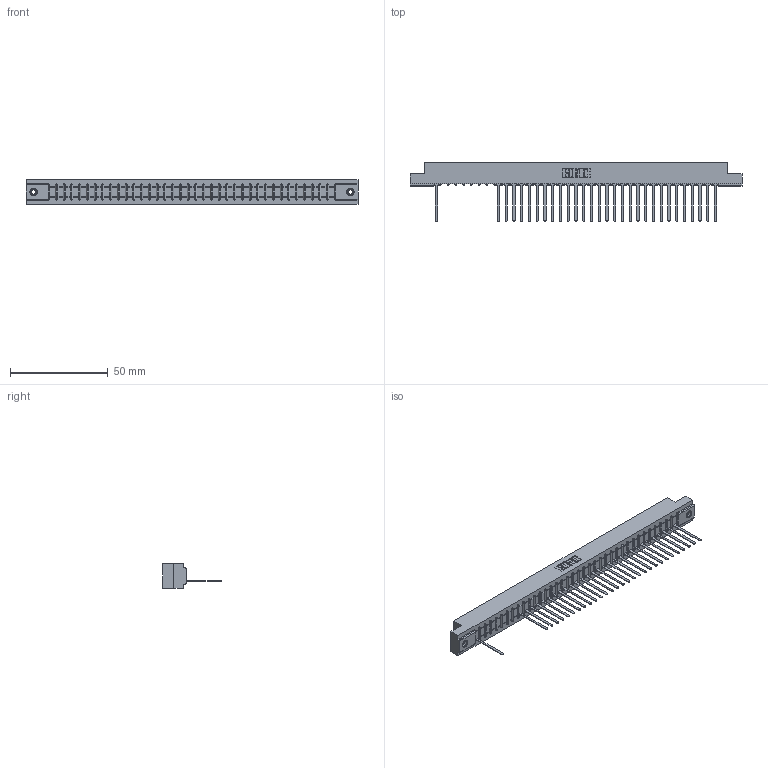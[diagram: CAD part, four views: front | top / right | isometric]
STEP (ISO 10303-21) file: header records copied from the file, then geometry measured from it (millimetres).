
FILE_DESCRIPTION (( 'STEP AP203' ), '1' );
FILE_NAME ('307-037-545-108.STEP', '2018-08-05T09:43:36', ( '' ), ( '' ), 'SwSTEP 2.0', 'SolidWorks 2016', '' );
FILE_SCHEMA (( 'CONFIG_CONTROL_DESIGN' ));
Length unit declared in the file: inch
Products named in the file (4): 307-037-545-108; 307 Part_.156 Dia Mounting Holes; 307-290-001_545; 345-250-001_345-250-003-102
Assembly tree (33 placements, depth 2):
  307-037-545-108
    307 Part_.156 Dia Mounting Holes
    307-290-001_545  x30
    345-250-001_345-250-003-102  x2
Bounding box: 169.62 x 30 x 12.7 mm (x, y, z)
Volume: 17594.5 mm3; surface area: 18716.9 mm2
Topology: 33 solids, 33 shells, 2036 faces, 5767 edges, 3694 vertices
Faces by surface type: plane 1296, cylinder 648, sphere 76, cone 12, torus 4
Entity records: 33265 total; most frequent: CARTESIAN_POINT 5612, ORIENTED_EDGE 5598, DIRECTION 5463, EDGE_CURVE 2799, VECTOR 2145, LINE 2145, VERTEX_POINT 1808, AXIS2_PLACEMENT_3D 1659
